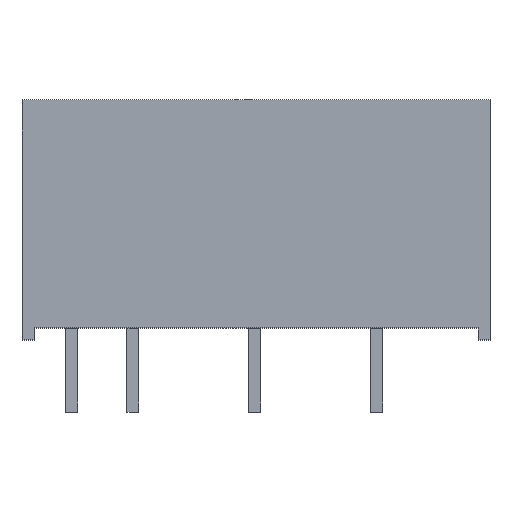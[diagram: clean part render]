
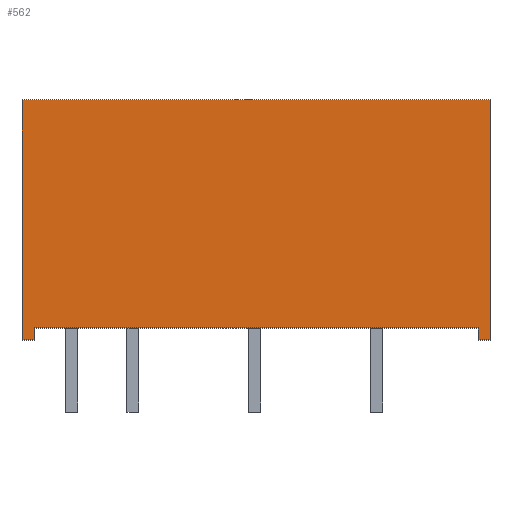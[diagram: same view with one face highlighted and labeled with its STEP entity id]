
A CAD part, top view. The second image highlights one B-rep face of the part: STEP entity #562.
In plain terms, the highlighted planar face has unit normal (0, 0, 1).
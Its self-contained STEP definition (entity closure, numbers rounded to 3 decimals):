
#29=FACE_OUTER_BOUND('',#63,.T.);
#63=EDGE_LOOP('',(#406,#407,#408,#409,#410,#411,#412,#413));
#95=LINE('',#790,#167);
#118=LINE('',#838,#190);
#119=LINE('',#840,#191);
#120=LINE('',#842,#192);
#121=LINE('',#843,#193);
#122=LINE('',#845,#194);
#123=LINE('',#847,#195);
#124=LINE('',#848,#196);
#167=VECTOR('',#652,1000.);
#190=VECTOR('',#687,1000.);
#191=VECTOR('',#688,1000.);
#192=VECTOR('',#689,1000.);
#193=VECTOR('',#690,1000.);
#194=VECTOR('',#691,1000.);
#195=VECTOR('',#692,1000.);
#196=VECTOR('',#693,1000.);
#234=VERTEX_POINT('',#786);
#236=VERTEX_POINT('',#789);
#254=VERTEX_POINT('',#836);
#255=VERTEX_POINT('',#837);
#256=VERTEX_POINT('',#839);
#257=VERTEX_POINT('',#841);
#258=VERTEX_POINT('',#844);
#259=VERTEX_POINT('',#846);
#287=EDGE_CURVE('',#236,#234,#95,.T.);
#310=EDGE_CURVE('',#254,#255,#118,.T.);
#311=EDGE_CURVE('',#256,#254,#119,.T.);
#312=EDGE_CURVE('',#257,#256,#120,.T.);
#313=EDGE_CURVE('',#257,#236,#121,.T.);
#314=EDGE_CURVE('',#258,#234,#122,.T.);
#315=EDGE_CURVE('',#259,#258,#123,.T.);
#316=EDGE_CURVE('',#259,#255,#124,.T.);
#406=ORIENTED_EDGE('',*,*,#310,.F.);
#407=ORIENTED_EDGE('',*,*,#311,.F.);
#408=ORIENTED_EDGE('',*,*,#312,.F.);
#409=ORIENTED_EDGE('',*,*,#313,.T.);
#410=ORIENTED_EDGE('',*,*,#287,.T.);
#411=ORIENTED_EDGE('',*,*,#314,.F.);
#412=ORIENTED_EDGE('',*,*,#315,.F.);
#413=ORIENTED_EDGE('',*,*,#316,.T.);
#501=PLANE('',#606);
#562=ADVANCED_FACE('',(#29),#501,.T.);
#606=AXIS2_PLACEMENT_3D('',#835,#685,#686);
#652=DIRECTION('',(1.,0.,0.));
#685=DIRECTION('center_axis',(0.,0.,1.));
#686=DIRECTION('ref_axis',(0.,-1.,0.));
#687=DIRECTION('',(1.,0.,0.));
#688=DIRECTION('',(0.,1.,0.));
#689=DIRECTION('',(-1.,0.,0.));
#690=DIRECTION('',(0.,1.,0.));
#691=DIRECTION('',(0.,1.,0.));
#692=DIRECTION('',(-1.,0.,0.));
#693=DIRECTION('',(0.,1.,0.));
#786=CARTESIAN_POINT('',(9.25,-0.4,-13.));
#789=CARTESIAN_POINT('',(-9.25,-0.4,-13.));
#790=CARTESIAN_POINT('',(-9.8,-0.4,-13.));
#835=CARTESIAN_POINT('Origin',(-9.8,-0.4,-13.));
#836=CARTESIAN_POINT('',(-9.75,9.1,-13.));
#837=CARTESIAN_POINT('',(9.75,9.1,-13.));
#838=CARTESIAN_POINT('',(-9.8,9.1,-13.));
#839=CARTESIAN_POINT('',(-9.75,-0.9,-13.));
#840=CARTESIAN_POINT('',(-9.75,-0.4,-13.));
#841=CARTESIAN_POINT('',(-9.25,-0.9,-13.));
#842=CARTESIAN_POINT('',(-9.3,-0.9,-13.));
#843=CARTESIAN_POINT('',(-9.25,-0.9,-13.));
#844=CARTESIAN_POINT('',(9.25,-0.9,-13.));
#845=CARTESIAN_POINT('',(9.25,-0.9,-13.));
#846=CARTESIAN_POINT('',(9.75,-0.9,-13.));
#847=CARTESIAN_POINT('',(9.8,-0.9,-13.));
#848=CARTESIAN_POINT('',(9.75,-0.4,-13.));
